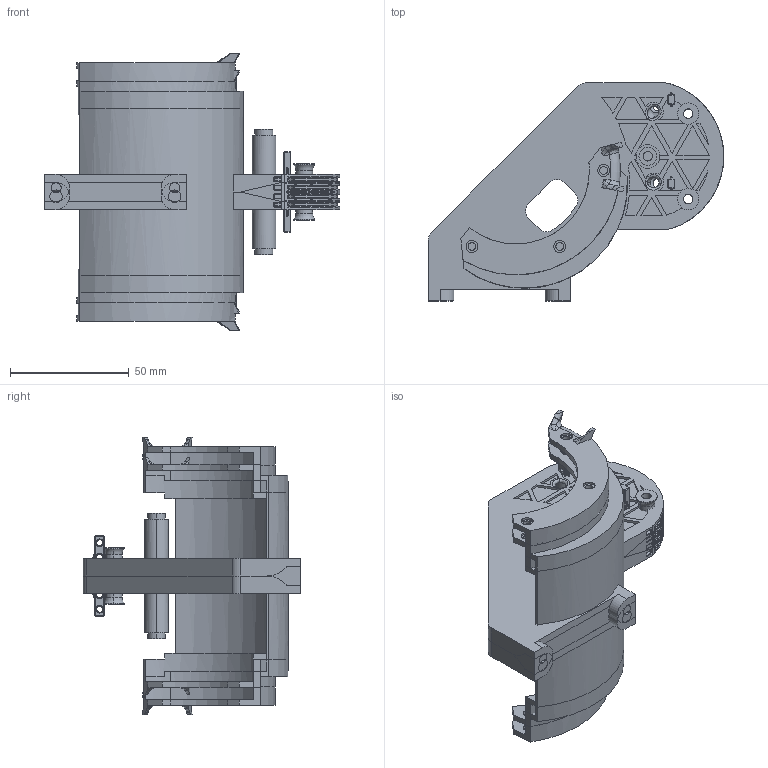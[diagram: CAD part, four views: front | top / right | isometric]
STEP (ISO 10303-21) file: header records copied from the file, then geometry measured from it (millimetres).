
FILE_DESCRIPTION (( 'STEP AP214' ), '1' );
FILE_NAME ('Skeleton-Shoulder Right.STEP', '2023-04-30T09:46:33', ( '' ), ( '' ), 'SwSTEP 2.0', 'SolidWorks 2019', '' );
FILE_SCHEMA (( 'AUTOMOTIVE_DESIGN' ));
Length unit declared in the file: millimetre
Products named in the file (1): Skeleton-Shoulder Right
Bounding box: 124.58 x 91.87 x 117.1 mm (x, y, z)
Volume: 184228.9 mm3; surface area: 92355.3 mm2
Topology: 2 solids, 2 shells, 982 faces, 2546 edges, 1608 vertices
Faces by surface type: plane 388, cylinder 332, torus 166, bspline 66, cone 30
Entity records: 38818 total; most frequent: CARTESIAN_POINT 9495, ORIENTED_EDGE 5092, DIRECTION 5028, EDGE_CURVE 2546, AXIS2_PLACEMENT_3D 1905, VERTEX_POINT 1608, VECTOR 1218, LINE 1218
